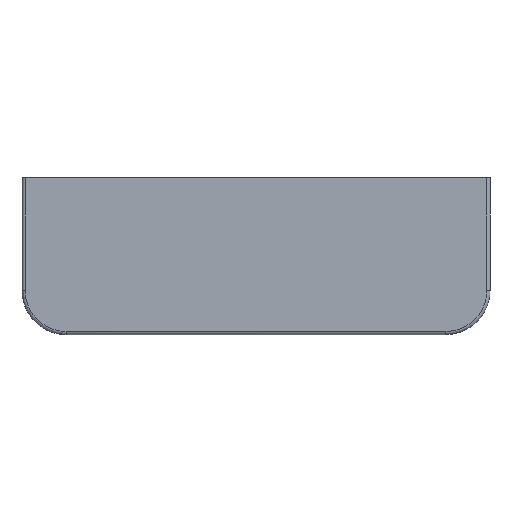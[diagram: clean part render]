
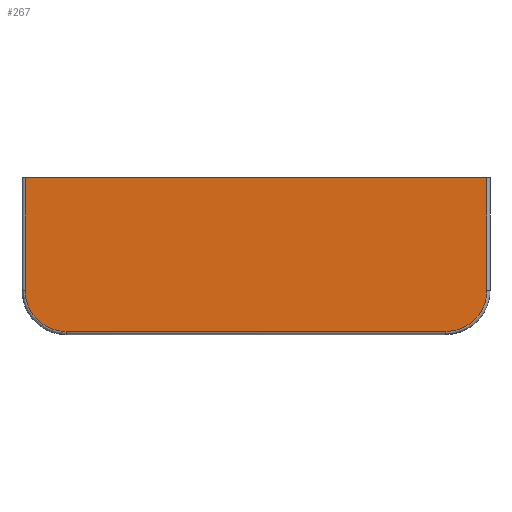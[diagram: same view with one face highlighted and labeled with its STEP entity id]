
A CAD part, top view. The second image highlights one B-rep face of the part: STEP entity #267.
In plain terms, the highlighted face is planar.
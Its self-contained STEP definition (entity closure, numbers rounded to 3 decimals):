
#267=ADVANCED_FACE('',(#658),#6872,.T.);
#658=FACE_OUTER_BOUND('',#1049,.T.);
#1049=EDGE_LOOP('',(#1445,#1446,#1447,#1448,#1449,#1450));
#1445=ORIENTED_EDGE('',*,*,#3659,.T.);
#1446=ORIENTED_EDGE('',*,*,#3660,.T.);
#1447=ORIENTED_EDGE('',*,*,#3661,.T.);
#1448=ORIENTED_EDGE('',*,*,#3685,.T.);
#1449=ORIENTED_EDGE('',*,*,#3662,.T.);
#1450=ORIENTED_EDGE('',*,*,#3676,.T.);
#3659=EDGE_CURVE('',#5881,#5882,#5284,.T.);
#3660=EDGE_CURVE('',#5882,#5883,#5285,.T.);
#3661=EDGE_CURVE('',#5883,#5884,#5286,.T.);
#3662=EDGE_CURVE('',#5885,#5886,#5287,.T.);
#3676=EDGE_CURVE('',#5886,#5881,#4774,.T.);
#3685=EDGE_CURVE('',#5884,#5885,#4781,.T.);
#4774=(
BOUNDED_CURVE()
B_SPLINE_CURVE(2,(#8831,#8832,#8833),.UNSPECIFIED.,.F.,.F.)
B_SPLINE_CURVE_WITH_KNOTS((3,3),(-208.916,0.),.UNSPECIFIED.)
CURVE()
GEOMETRIC_REPRESENTATION_ITEM()
RATIONAL_B_SPLINE_CURVE((1.,0.707,1.))
REPRESENTATION_ITEM('')
);
#4781=(
BOUNDED_CURVE()
B_SPLINE_CURVE(2,(#8856,#8857,#8858),.UNSPECIFIED.,.F.,.F.)
B_SPLINE_CURVE_WITH_KNOTS((3,3),(-208.916,0.),.UNSPECIFIED.)
CURVE()
GEOMETRIC_REPRESENTATION_ITEM()
RATIONAL_B_SPLINE_CURVE((1.,0.707,1.))
REPRESENTATION_ITEM('')
);
#5284=B_SPLINE_CURVE_WITH_KNOTS('',1,(#8789,#8790),.UNSPECIFIED.,.F.,.F.,
(2,2),(0.,366.),.UNSPECIFIED.);
#5285=B_SPLINE_CURVE_WITH_KNOTS('',1,(#8791,#8792),.UNSPECIFIED.,.F.,.F.,
(2,2),(0.,1499.),.UNSPECIFIED.);
#5286=B_SPLINE_CURVE_WITH_KNOTS('',1,(#8793,#8794),.UNSPECIFIED.,.F.,.F.,
(2,2),(0.,366.),.UNSPECIFIED.);
#5287=B_SPLINE_CURVE_WITH_KNOTS('',1,(#8795,#8796),.UNSPECIFIED.,.F.,.F.,
(2,2),(0.,1233.),.UNSPECIFIED.);
#5881=VERTEX_POINT('',#8767);
#5882=VERTEX_POINT('',#8768);
#5883=VERTEX_POINT('',#8769);
#5884=VERTEX_POINT('',#8770);
#5885=VERTEX_POINT('',#8771);
#5886=VERTEX_POINT('',#8772);
#6872=PLANE('',#7250);
#7250=AXIS2_PLACEMENT_3D('',#8103,#7668,$);
#7668=DIRECTION('',(0.,1.,0.));
#8103=CARTESIAN_POINT('',(-899.4,20.,-303.9));
#8767=CARTESIAN_POINT('',(749.5,20.,112.));
#8768=CARTESIAN_POINT('',(749.5,20.,-254.));
#8769=CARTESIAN_POINT('',(-749.5,20.,-254.));
#8770=CARTESIAN_POINT('',(-749.5,20.,112.));
#8771=CARTESIAN_POINT('',(-616.5,20.,245.));
#8772=CARTESIAN_POINT('',(616.5,20.,245.));
#8789=CARTESIAN_POINT('',(749.5,20.,112.));
#8790=CARTESIAN_POINT('',(749.5,20.,-254.));
#8791=CARTESIAN_POINT('',(749.5,20.,-254.));
#8792=CARTESIAN_POINT('',(-749.5,20.,-254.));
#8793=CARTESIAN_POINT('',(-749.5,20.,-254.));
#8794=CARTESIAN_POINT('',(-749.5,20.,112.));
#8795=CARTESIAN_POINT('',(-616.5,20.,245.));
#8796=CARTESIAN_POINT('',(616.5,20.,245.));
#8831=CARTESIAN_POINT('',(616.5,20.,245.));
#8832=CARTESIAN_POINT('',(749.5,20.,245.));
#8833=CARTESIAN_POINT('',(749.5,20.,112.));
#8856=CARTESIAN_POINT('',(-749.5,20.,112.));
#8857=CARTESIAN_POINT('',(-749.5,20.,245.));
#8858=CARTESIAN_POINT('',(-616.5,20.,245.));
